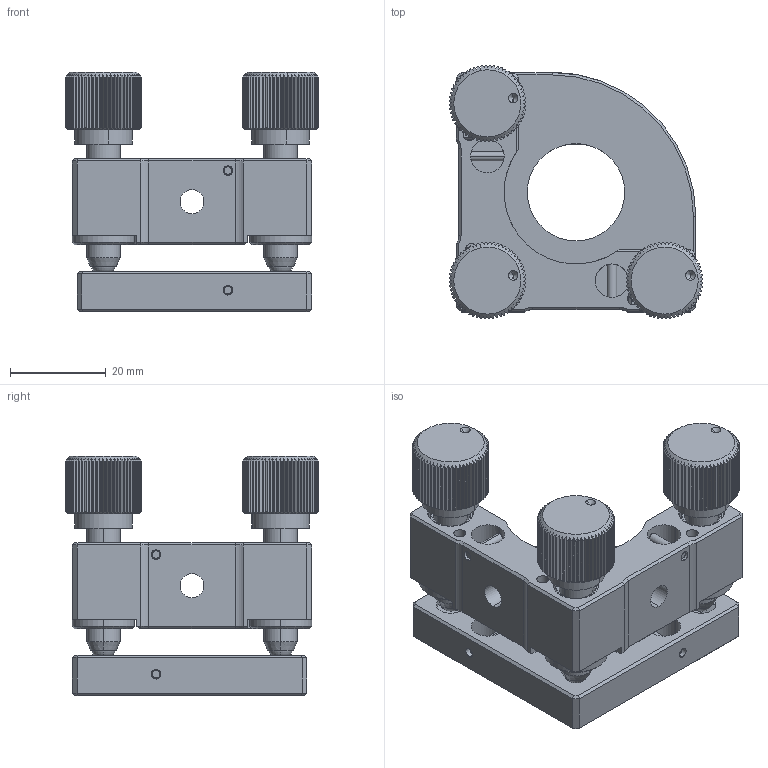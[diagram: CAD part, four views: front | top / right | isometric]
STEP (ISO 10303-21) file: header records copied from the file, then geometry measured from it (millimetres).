
FILE_DESCRIPTION (( 'STEP AP203' ), '1' );
FILE_NAME ('OMHS-WJ 媼峎昜噩覃淕殤.STEP', '2019-05-10T01:38:11', ( 'User' ), ( 'User' ), 'SwSTEP 2.0', 'SolidWorks 2016', '' );
FILE_SCHEMA (( 'CONFIG_CONTROL_DESIGN' ));
Length unit declared in the file: millimetre
Products named in the file (1): OMHS-WJ 媼峎昜噩覃淕殤
Bounding box: 53 x 53 x 50 mm (x, y, z)
Surface area: 21085.6 mm2 (no closed solid volume)
Topology: 0 solids, 29 shells, 1022 faces, 2769 edges, 1754 vertices
Faces by surface type: plane 518, cylinder 265, cone 233, torus 6
Entity records: 32883 total; most frequent: CARTESIAN_POINT 8314, ORIENTED_EDGE 5162, DIRECTION 4834, EDGE_CURVE 2755, AXIS2_PLACEMENT_3D 1822, VERTEX_POINT 1750, VECTOR 1190, LINE 1190
